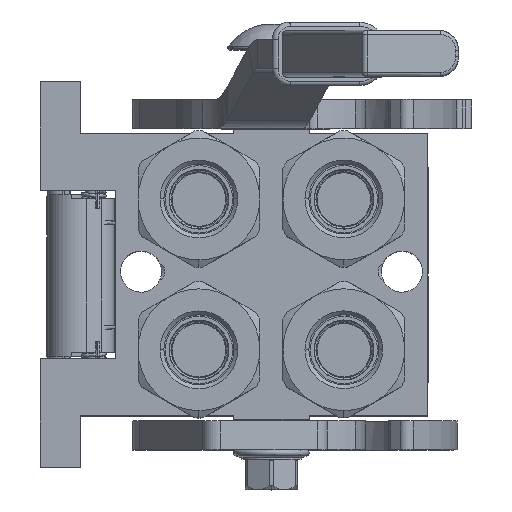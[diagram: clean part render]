
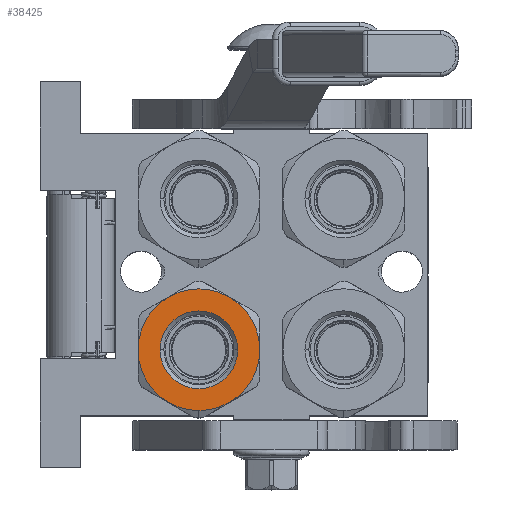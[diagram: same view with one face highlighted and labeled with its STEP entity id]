
A CAD part, top view. The second image highlights one B-rep face of the part: STEP entity #38425.
In plain terms, the highlighted face is planar.
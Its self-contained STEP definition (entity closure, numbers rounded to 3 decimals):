
#861 = AXIS2_PLACEMENT_3D ( 'NONE', #78881, #98251, #97843 ) ;
#1945 = DIRECTION ( 'NONE',  ( 1., 0., 0. ) ) ;
#2060 = DIRECTION ( 'NONE',  ( 1., 0., 0. ) ) ;
#2297 = FACE_BOUND ( 'NONE', #112733, .T. ) ;
#3953 = CARTESIAN_POINT ( 'NONE',  ( 100.6, -10.5, -18.187 ) ) ;
#6262 = AXIS2_PLACEMENT_3D ( 'NONE', #120078, #64302, #82135 ) ;
#7545 = DIRECTION ( 'NONE',  ( 0., -0.5, 0.866 ) ) ;
#14382 = EDGE_CURVE ( 'NONE', #99094, #33456, #75157, .T. ) ;
#16122 = EDGE_CURVE ( 'NONE', #36142, #22076, #68708, .T. ) ;
#16488 = VERTEX_POINT ( 'NONE', #34314 ) ;
#16830 = AXIS2_PLACEMENT_3D ( 'NONE', #122169, #74703, #65580 ) ;
#19981 = EDGE_CURVE ( 'NONE', #108705, #16488, #30024, .T. ) ;
#22076 = VERTEX_POINT ( 'NONE', #44915 ) ;
#22484 = ORIENTED_EDGE ( 'NONE', *, *, #122513, .T. ) ;
#23373 = CARTESIAN_POINT ( 'NONE',  ( 100.6, 0., 21. ) ) ;
#26515 = CARTESIAN_POINT ( 'NONE',  ( 100.6, 13.4, 0. ) ) ;
#29387 = PLANE ( 'NONE',  #95917 ) ;
#30024 = CIRCLE ( 'NONE', #66813, 13.4 ) ;
#33456 = VERTEX_POINT ( 'NONE', #118432 ) ;
#34314 = CARTESIAN_POINT ( 'NONE',  ( 100.6, -13.4, 0. ) ) ;
#36142 = VERTEX_POINT ( 'NONE', #23373 ) ;
#36464 = CARTESIAN_POINT ( 'NONE',  ( 100.6, 0., 0. ) ) ;
#38425 = ADVANCED_FACE ( 'NONE', ( #108651, #2297 ), #29387, .F. ) ;
#40000 = CARTESIAN_POINT ( 'NONE',  ( 100.6, -21., 0. ) ) ;
#44915 = CARTESIAN_POINT ( 'NONE',  ( 100.6, -10.5, 18.187 ) ) ;
#45728 = VERTEX_POINT ( 'NONE', #105719 ) ;
#53399 = ORIENTED_EDGE ( 'NONE', *, *, #54416, .F. ) ;
#54416 = EDGE_CURVE ( 'NONE', #33456, #45728, #72384, .T. ) ;
#54770 = CIRCLE ( 'NONE', #91916, 21. ) ;
#56733 = ORIENTED_EDGE ( 'NONE', *, *, #89972, .T. ) ;
#58221 = VERTEX_POINT ( 'NONE', #40000 ) ;
#58648 = DIRECTION ( 'NONE',  ( -1., 0., 0. ) ) ;
#58695 = ORIENTED_EDGE ( 'NONE', *, *, #19981, .T. ) ;
#59041 = DIRECTION ( 'NONE',  ( 0., -1., 0. ) ) ;
#63019 = AXIS2_PLACEMENT_3D ( 'NONE', #114776, #2060, #76792 ) ;
#63328 = CARTESIAN_POINT ( 'NONE',  ( 100.6, 10.5, 18.187 ) ) ;
#64302 = DIRECTION ( 'NONE',  ( 1., 0., 0. ) ) ;
#64526 = ORIENTED_EDGE ( 'NONE', *, *, #14382, .F. ) ;
#65285 = DIRECTION ( 'NONE',  ( -1., 0., 0. ) ) ;
#65580 = DIRECTION ( 'NONE',  ( 0., 0.5, 0.866 ) ) ;
#66813 = AXIS2_PLACEMENT_3D ( 'NONE', #101978, #103622, #102807 ) ;
#66823 = VERTEX_POINT ( 'NONE', #3953 ) ;
#66849 = DIRECTION ( 'NONE',  ( 0., 0., 1. ) ) ;
#68066 = EDGE_CURVE ( 'NONE', #16488, #108705, #89010, .T. ) ;
#68708 = CIRCLE ( 'NONE', #16830, 21. ) ;
#71532 = EDGE_CURVE ( 'NONE', #66823, #45728, #117308, .T. ) ;
#72384 = CIRCLE ( 'NONE', #861, 21. ) ;
#74703 = DIRECTION ( 'NONE',  ( 1., 0., 0. ) ) ;
#75157 = CIRCLE ( 'NONE', #79628, 21. ) ;
#76792 = DIRECTION ( 'NONE',  ( 0., -0.5, -0.866 ) ) ;
#78881 = CARTESIAN_POINT ( 'NONE',  ( 100.6, 0., 0. ) ) ;
#79628 = AXIS2_PLACEMENT_3D ( 'NONE', #36464, #65285, #113246 ) ;
#82135 = DIRECTION ( 'NONE',  ( 0., 0.5, 0.866 ) ) ;
#85826 = CARTESIAN_POINT ( 'NONE',  ( 100.6, 0., 0. ) ) ;
#87696 = ORIENTED_EDGE ( 'NONE', *, *, #71532, .T. ) ;
#89010 = CIRCLE ( 'NONE', #102239, 13.4 ) ;
#89972 = EDGE_CURVE ( 'NONE', #99094, #36142, #97702, .T. ) ;
#91916 = AXIS2_PLACEMENT_3D ( 'NONE', #101195, #92495, #7545 ) ;
#92172 = ORIENTED_EDGE ( 'NONE', *, *, #68066, .T. ) ;
#92495 = DIRECTION ( 'NONE',  ( 1., 0., 0. ) ) ;
#95604 = CARTESIAN_POINT ( 'NONE',  ( 100.6, 0., 0. ) ) ;
#95917 = AXIS2_PLACEMENT_3D ( 'NONE', #85826, #104885, #66849 ) ;
#97702 = CIRCLE ( 'NONE', #6262, 21. ) ;
#97843 = DIRECTION ( 'NONE',  ( 0., 1., 0. ) ) ;
#98251 = DIRECTION ( 'NONE',  ( -1., 0., 0. ) ) ;
#99094 = VERTEX_POINT ( 'NONE', #63328 ) ;
#99192 = ORIENTED_EDGE ( 'NONE', *, *, #16122, .T. ) ;
#101195 = CARTESIAN_POINT ( 'NONE',  ( 100.6, 0., 0. ) ) ;
#101978 = CARTESIAN_POINT ( 'NONE',  ( 100.6, 0., 0. ) ) ;
#102239 = AXIS2_PLACEMENT_3D ( 'NONE', #114032, #58648, #59041 ) ;
#102807 = DIRECTION ( 'NONE',  ( 0., 1., 0. ) ) ;
#103622 = DIRECTION ( 'NONE',  ( -1., 0., 0. ) ) ;
#104333 = DIRECTION ( 'NONE',  ( 0., -1., 0. ) ) ;
#104885 = DIRECTION ( 'NONE',  ( -1., 0., 0. ) ) ;
#105719 = CARTESIAN_POINT ( 'NONE',  ( 100.6, 10.5, -18.187 ) ) ;
#107548 = EDGE_CURVE ( 'NONE', #58221, #66823, #119879, .T. ) ;
#108651 = FACE_OUTER_BOUND ( 'NONE', #109861, .T. ) ;
#108705 = VERTEX_POINT ( 'NONE', #26515 ) ;
#109861 = EDGE_LOOP ( 'NONE', ( #22484, #118539, #87696, #53399, #64526, #56733, #99192 ) ) ;
#112733 = EDGE_LOOP ( 'NONE', ( #92172, #58695 ) ) ;
#113246 = DIRECTION ( 'NONE',  ( 0., 0.5, 0.866 ) ) ;
#114032 = CARTESIAN_POINT ( 'NONE',  ( 100.6, 0., 0. ) ) ;
#114548 = AXIS2_PLACEMENT_3D ( 'NONE', #95604, #1945, #104333 ) ;
#114776 = CARTESIAN_POINT ( 'NONE',  ( 100.6, 0., 0. ) ) ;
#117308 = CIRCLE ( 'NONE', #63019, 21. ) ;
#118432 = CARTESIAN_POINT ( 'NONE',  ( 100.6, 21., 0. ) ) ;
#118539 = ORIENTED_EDGE ( 'NONE', *, *, #107548, .T. ) ;
#119879 = CIRCLE ( 'NONE', #114548, 21. ) ;
#120078 = CARTESIAN_POINT ( 'NONE',  ( 100.6, 0., 0. ) ) ;
#122169 = CARTESIAN_POINT ( 'NONE',  ( 100.6, 0., 0. ) ) ;
#122513 = EDGE_CURVE ( 'NONE', #22076, #58221, #54770, .T. ) ;
